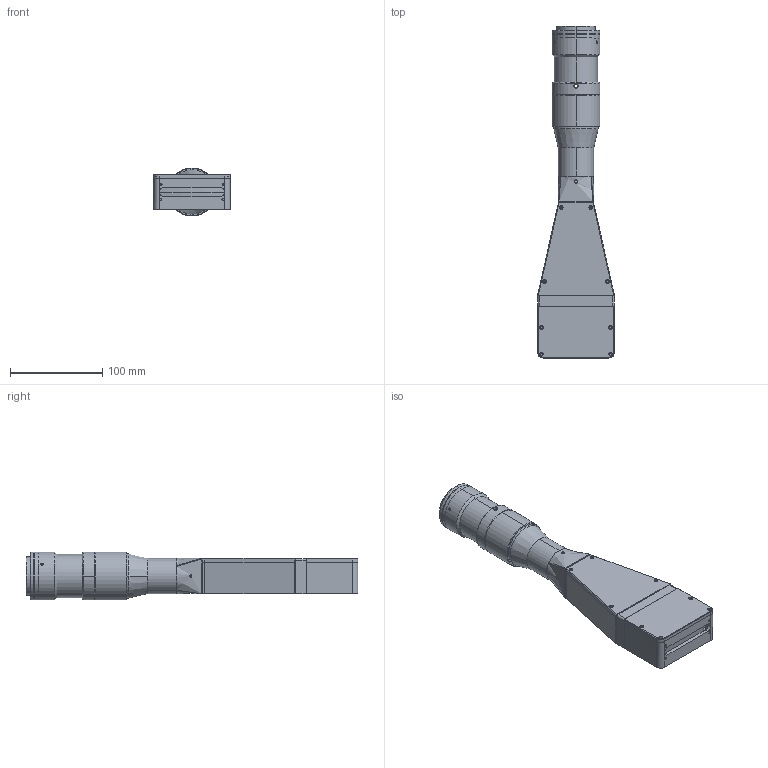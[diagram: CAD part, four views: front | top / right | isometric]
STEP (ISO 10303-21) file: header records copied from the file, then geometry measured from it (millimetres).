
FILE_DESCRIPTION (( 'STEP AP214' ), '1' );
FILE_NAME ('DW71525.STEP', '2014-05-21T08:14:18', ( 'piermario' ), ( '' ), 'SwSTEP 2.0', 'SolidWorks 2013', '' );
FILE_SCHEMA (( 'AUTOMOTIVE_DESIGN' ));
Length unit declared in the file: millimetre
Products named in the file (1): DW71525
Bounding box: 83 x 359.65 x 52 mm (x, y, z)
Surface area: 85066.2 mm2 (no closed solid volume)
Topology: 0 solids, 31 shells, 264 faces, 830 edges, 587 vertices
Faces by surface type: plane 117, cylinder 101, cone 26, bspline 10, torus 8, sphere 2
Entity records: 15708 total; most frequent: CARTESIAN_POINT 5466, DIRECTION 1562, ORIENTED_EDGE 1289, EDGE_CURVE 830, VERTEX_POINT 587, AXIS2_PLACEMENT_3D 539, VECTOR 484, LINE 484
